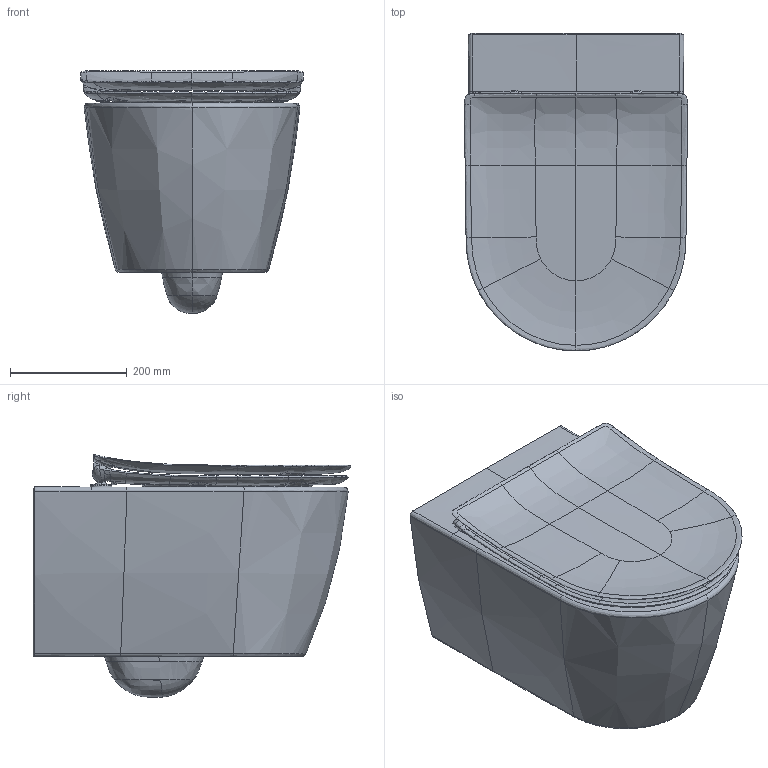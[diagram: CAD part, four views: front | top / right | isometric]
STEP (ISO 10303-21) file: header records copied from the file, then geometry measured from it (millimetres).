
FILE_DESCRIPTION(/* description */ (''),/* implementation_level */ '2;1');
FILE_NAME(/* name */ '259109',/* time_stamp */ '2022-06-13T13:45:13+02:00',/* author */ (''),/* organization */ (''),/* preprocessor_version */ 'ST-DEVELOPER v15',/* originating_system */ '',/* authorisation */ '');
FILE_SCHEMA (('AUTOMOTIVE_DESIGN'));
Products named in the file (1): Document
Bounding box: 382.76 x 544.72 x 416.26 mm (x, y, z)
Volume: 1951646 mm3; surface area: 1873645 mm2
Topology: 8 solids, 15 shells, 1511 faces, 3723 edges, 2189 vertices
Faces by surface type: bspline 1366, plane 145
Entity records: 316210 total; most frequent: CARTESIAN_POINT 293308, ORIENTED_EDGE 7352, EDGE_CURVE 3685, B_SPLINE_CURVE_WITH_KNOTS 3380, VERTEX_POINT 2191, EDGE_LOOP 1533, ADVANCED_FACE 1511, FACE_OUTER_BOUND 1511
